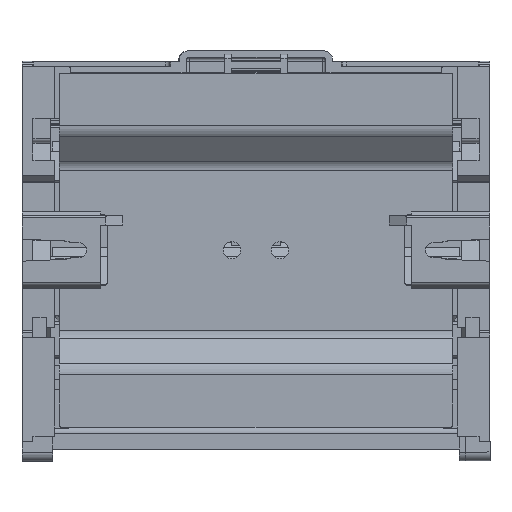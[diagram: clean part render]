
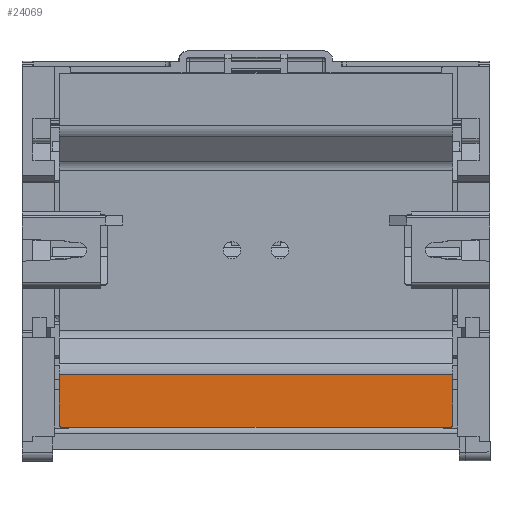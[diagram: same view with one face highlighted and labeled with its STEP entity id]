
A CAD part, top view. The second image highlights one B-rep face of the part: STEP entity #24069.
In plain terms, the highlighted face is planar.
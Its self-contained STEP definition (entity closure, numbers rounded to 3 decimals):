
#661 = VERTEX_POINT ( 'NONE', #17902 ) ;
#697 = CARTESIAN_POINT ( 'NONE',  ( 27.076, 0., -6.246 ) ) ;
#1701 = LINE ( 'NONE', #37354, #29352 ) ;
#3703 = CIRCLE ( 'NONE', #27305, 0.5 ) ;
#4210 = VERTEX_POINT ( 'NONE', #24686 ) ;
#4848 = EDGE_CURVE ( 'NONE', #5815, #4210, #13404, .T. ) ;
#5632 = DIRECTION ( 'NONE',  ( 0., 0., -1. ) ) ;
#5758 = CARTESIAN_POINT ( 'NONE',  ( 40., 89.4, -6.246 ) ) ;
#5815 = VERTEX_POINT ( 'NONE', #8992 ) ;
#7767 = CARTESIAN_POINT ( 'NONE',  ( 40.5, 89.9, -6.246 ) ) ;
#7975 = LINE ( 'NONE', #7767, #37567 ) ;
#8650 = ORIENTED_EDGE ( 'NONE', *, *, #25891, .T. ) ;
#8992 = CARTESIAN_POINT ( 'NONE',  ( 40., 0., -6.246 ) ) ;
#9528 = DIRECTION ( 'NONE',  ( 0., 0., 1. ) ) ;
#11225 = DIRECTION ( 'NONE',  ( 0., 1., 0. ) ) ;
#11657 = CIRCLE ( 'NONE', #30510, 0.5 ) ;
#12613 = DIRECTION ( 'NONE',  ( -1., 0., 0. ) ) ;
#13314 = ORIENTED_EDGE ( 'NONE', *, *, #30305, .T. ) ;
#13404 = LINE ( 'NONE', #697, #37474 ) ;
#14774 = EDGE_CURVE ( 'NONE', #661, #41285, #3703, .T. ) ;
#15744 = CARTESIAN_POINT ( 'NONE',  ( 40., 0.5, -6.246 ) ) ;
#15812 = CARTESIAN_POINT ( 'NONE',  ( 28.49, 89.9, -6.246 ) ) ;
#16245 = ORIENTED_EDGE ( 'NONE', *, *, #18256, .F. ) ;
#16515 = DIRECTION ( 'NONE',  ( 1., 0., 0. ) ) ;
#17084 = ORIENTED_EDGE ( 'NONE', *, *, #41606, .T. ) ;
#17902 = CARTESIAN_POINT ( 'NONE',  ( 40., 89.9, -6.246 ) ) ;
#18256 = EDGE_CURVE ( 'NONE', #661, #32993, #38954, .T. ) ;
#18572 = CARTESIAN_POINT ( 'NONE',  ( 40.5, 0.5, -6.246 ) ) ;
#18631 = DIRECTION ( 'NONE',  ( 0., 0., -1. ) ) ;
#24069 = ADVANCED_FACE ( 'NONE', ( #41595 ), #26019, .F. ) ;
#24686 = CARTESIAN_POINT ( 'NONE',  ( 28.49, 0., -6.246 ) ) ;
#25580 = CARTESIAN_POINT ( 'NONE',  ( 27.076, 89.9, -6.246 ) ) ;
#25870 = VECTOR ( 'NONE', #12613, 1000. ) ;
#25891 = EDGE_CURVE ( 'NONE', #41285, #32867, #7975, .T. ) ;
#26019 = PLANE ( 'NONE',  #32055 ) ;
#26272 = DIRECTION ( 'NONE',  ( -1., 0., 0. ) ) ;
#26308 = CARTESIAN_POINT ( 'NONE',  ( 27.076, 89.9, -6.246 ) ) ;
#27305 = AXIS2_PLACEMENT_3D ( 'NONE', #5758, #18631, #40970 ) ;
#28171 = ORIENTED_EDGE ( 'NONE', *, *, #4848, .T. ) ;
#29055 = EDGE_LOOP ( 'NONE', ( #8650, #13314, #28171, #17084, #16245, #35503 ) ) ;
#29352 = VECTOR ( 'NONE', #11225, 1000. ) ;
#30305 = EDGE_CURVE ( 'NONE', #32867, #5815, #11657, .T. ) ;
#30510 = AXIS2_PLACEMENT_3D ( 'NONE', #15744, #5632, #37696 ) ;
#32055 = AXIS2_PLACEMENT_3D ( 'NONE', #25580, #9528, #16515 ) ;
#32867 = VERTEX_POINT ( 'NONE', #18572 ) ;
#32993 = VERTEX_POINT ( 'NONE', #15812 ) ;
#33698 = DIRECTION ( 'NONE',  ( 0., -1., 0. ) ) ;
#35503 = ORIENTED_EDGE ( 'NONE', *, *, #14774, .T. ) ;
#37354 = CARTESIAN_POINT ( 'NONE',  ( 28.49, 89.9, -6.246 ) ) ;
#37474 = VECTOR ( 'NONE', #26272, 1000. ) ;
#37567 = VECTOR ( 'NONE', #33698, 1000. ) ;
#37696 = DIRECTION ( 'NONE',  ( 1., 0., 0. ) ) ;
#38632 = CARTESIAN_POINT ( 'NONE',  ( 40.5, 89.4, -6.246 ) ) ;
#38954 = LINE ( 'NONE', #26308, #25870 ) ;
#40970 = DIRECTION ( 'NONE',  ( 1., 0., 0. ) ) ;
#41285 = VERTEX_POINT ( 'NONE', #38632 ) ;
#41595 = FACE_OUTER_BOUND ( 'NONE', #29055, .T. ) ;
#41606 = EDGE_CURVE ( 'NONE', #4210, #32993, #1701, .T. ) ;
